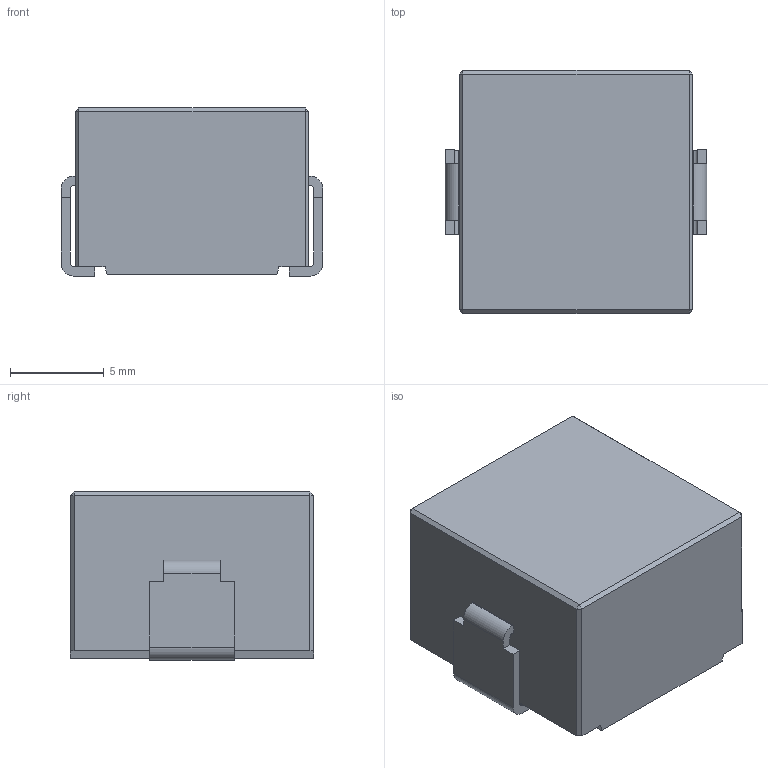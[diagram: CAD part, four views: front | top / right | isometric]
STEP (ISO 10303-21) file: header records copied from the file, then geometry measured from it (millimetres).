
FILE_DESCRIPTION(/* description */ (''),/* implementation_level */ '2;1');
FILE_NAME(/* name */ 'WURTH WE-HCM-1390-9.0mmH.step',/* time_stamp */ '2020-03-19T23:46:03+00:00',/* author */ (''),/* organization */ (''),/* preprocessor_version */ 'ST-DEVELOPER v18',/* originating_system */ 'Autodesk Translation Framework v8.12.0.6',/* authorisation */ '');
FILE_SCHEMA (('AUTOMOTIVE_DESIGN { 1 0 10303 214 3 1 1 }'));
Length unit declared in the file: millimetre
Products named in the file (2): WURTH WE-HCM-1390-9.0mmH; inductor
Assembly tree (1 placements, depth 2):
  WURTH WE-HCM-1390-9.0mmH
    inductor
Bounding box: 14 x 13 x 9 mm (x, y, z)
Volume: 1454.3 mm3; surface area: 898.3 mm2
Topology: 1 solids, 1 shells, 60 faces, 168 edges, 104 vertices
Faces by surface type: plane 52, cylinder 8
Entity records: 1991 total; most frequent: ORIENTED_EDGE 336, CARTESIAN_POINT 335, DIRECTION 310, EDGE_CURVE 168, LINE 152, VECTOR 152, VERTEX_POINT 104, AXIS2_PLACEMENT_3D 79
